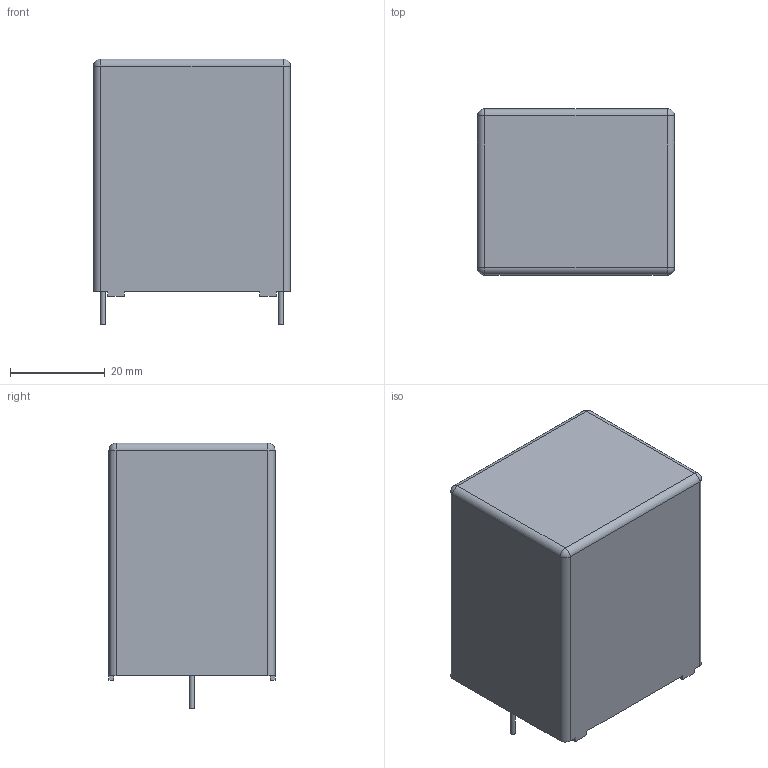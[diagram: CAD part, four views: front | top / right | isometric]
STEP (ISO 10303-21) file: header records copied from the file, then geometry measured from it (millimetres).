
FILE_DESCRIPTION(/* description */ (''),/* implementation_level */ '2;1');
FILE_NAME(/* name */ 'FKP1Y031007J.step',/* time_stamp */ '2020-09-02T22:02:49+02:00',/* author */ (''),/* organization */ (''),/* preprocessor_version */ 'ST-DEVELOPER v18.1',/* originating_system */ 'Autodesk Translation Framework v9.3.0.1241',/* authorisation */ '');
FILE_SCHEMA (('AUTOMOTIVE_DESIGN { 1 0 10303 214 3 1 1 }'));
Length unit declared in the file: millimetre
Products named in the file (1): FKP1Y031007J
Bounding box: 41.5 x 35 x 56 mm (x, y, z)
Volume: 71031.2 mm3; surface area: 10254.1 mm2
Topology: 1 solids, 1 shells, 38 faces, 90 edges, 56 vertices
Faces by surface type: plane 24, cylinder 10, sphere 4
Full cylindrical faces by diameter (mm): 1 x2
Entity records: 1129 total; most frequent: DIRECTION 188, CARTESIAN_POINT 185, ORIENTED_EDGE 180, EDGE_CURVE 90, LINE 70, VECTOR 70, AXIS2_PLACEMENT_3D 59, VERTEX_POINT 56
